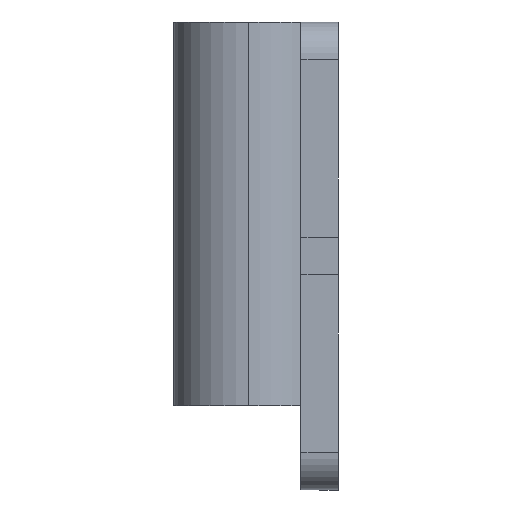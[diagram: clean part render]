
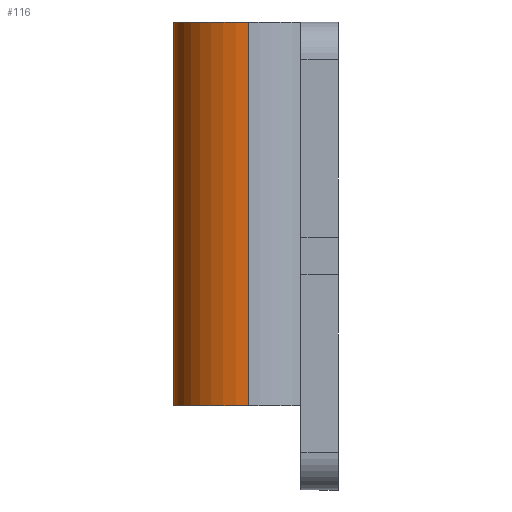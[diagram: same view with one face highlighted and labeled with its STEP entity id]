
A CAD part, left-side view. The second image highlights one B-rep face of the part: STEP entity #116.
In plain terms, the highlighted cylindrical face has radius 5.08 mm (diameter 10.16 mm), a partial arc.
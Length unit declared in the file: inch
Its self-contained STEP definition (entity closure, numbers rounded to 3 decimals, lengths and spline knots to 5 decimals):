
#53 = ORIENTED_EDGE ( 'NONE', *, *, #133, .F. ) ;
#100 = CIRCLE ( 'NONE', #533, 0.2 ) ;
#116 = ADVANCED_FACE ( 'NONE', ( #382 ), #1114, .T. ) ;
#125 = DIRECTION ( 'NONE',  ( -1., 0., 0. ) ) ;
#132 = CARTESIAN_POINT ( 'NONE',  ( -0.95, 0.24, 0.625 ) ) ;
#133 = EDGE_CURVE ( 'NONE', #1070, #469, #1124, .T. ) ;
#157 = CARTESIAN_POINT ( 'NONE',  ( -0.75, 0.24, 0.625 ) ) ;
#160 = CARTESIAN_POINT ( 'NONE',  ( -0.95, 0.24, 0.625 ) ) ;
#172 = DIRECTION ( 'NONE',  ( 0., 0., -1. ) ) ;
#208 = CARTESIAN_POINT ( 'NONE',  ( -0.55, 0.24, -0.4 ) ) ;
#336 = EDGE_CURVE ( 'NONE', #685, #1576, #525, .T. ) ;
#353 = EDGE_CURVE ( 'NONE', #685, #1070, #100, .T. ) ;
#382 = FACE_OUTER_BOUND ( 'NONE', #496, .T. ) ;
#469 = VERTEX_POINT ( 'NONE', #476 ) ;
#476 = CARTESIAN_POINT ( 'NONE',  ( -0.95, 0.24, -0.4 ) ) ;
#496 = EDGE_LOOP ( 'NONE', ( #1546, #1468, #1516, #53 ) ) ;
#525 = LINE ( 'NONE', #1282, #1089 ) ;
#533 = AXIS2_PLACEMENT_3D ( 'NONE', #810, #1295, #1185 ) ;
#576 = EDGE_CURVE ( 'NONE', #469, #1576, #610, .T. ) ;
#610 = CIRCLE ( 'NONE', #1328, 0.2 ) ;
#685 = VERTEX_POINT ( 'NONE', #767 ) ;
#745 = DIRECTION ( 'NONE',  ( 0., 0., -1. ) ) ;
#767 = CARTESIAN_POINT ( 'NONE',  ( -0.55, 0.24, 0.625 ) ) ;
#810 = CARTESIAN_POINT ( 'NONE',  ( -0.75, 0.24, 0.625 ) ) ;
#816 = VECTOR ( 'NONE', #1372, 39.37008 ) ;
#997 = CARTESIAN_POINT ( 'NONE',  ( -0.75, 0.24, -0.4 ) ) ;
#1070 = VERTEX_POINT ( 'NONE', #160 ) ;
#1089 = VECTOR ( 'NONE', #172, 39.37008 ) ;
#1114 = CYLINDRICAL_SURFACE ( 'NONE', #1142, 0.2 ) ;
#1124 = LINE ( 'NONE', #132, #816 ) ;
#1142 = AXIS2_PLACEMENT_3D ( 'NONE', #157, #745, #125 ) ;
#1185 = DIRECTION ( 'NONE',  ( 1., 0., 0. ) ) ;
#1244 = DIRECTION ( 'NONE',  ( 0., 0., -1. ) ) ;
#1282 = CARTESIAN_POINT ( 'NONE',  ( -0.55, 0.24, 0.625 ) ) ;
#1295 = DIRECTION ( 'NONE',  ( 0., 0., 1. ) ) ;
#1328 = AXIS2_PLACEMENT_3D ( 'NONE', #997, #1244, #1465 ) ;
#1372 = DIRECTION ( 'NONE',  ( 0., 0., -1. ) ) ;
#1465 = DIRECTION ( 'NONE',  ( -1., 0., 0. ) ) ;
#1468 = ORIENTED_EDGE ( 'NONE', *, *, #336, .T. ) ;
#1516 = ORIENTED_EDGE ( 'NONE', *, *, #576, .F. ) ;
#1546 = ORIENTED_EDGE ( 'NONE', *, *, #353, .F. ) ;
#1576 = VERTEX_POINT ( 'NONE', #208 ) ;
